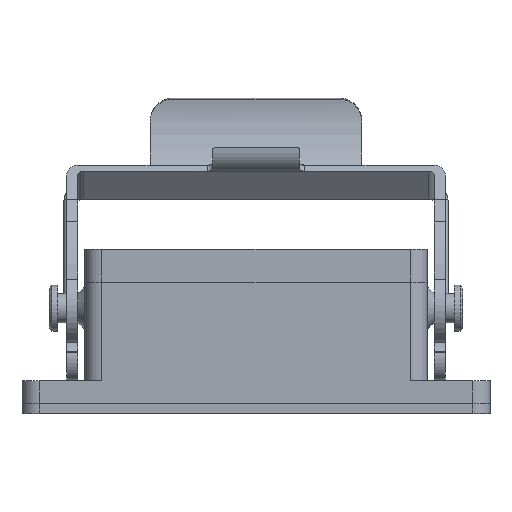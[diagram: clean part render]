
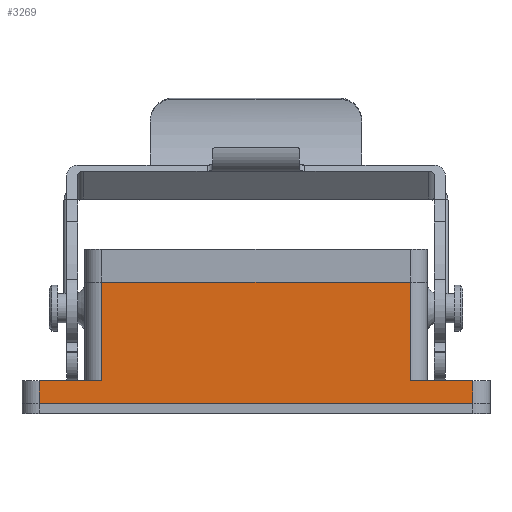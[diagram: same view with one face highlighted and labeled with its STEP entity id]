
A CAD part, top view. The second image highlights one B-rep face of the part: STEP entity #3269.
In plain terms, the highlighted planar face has unit normal (0, 0, 1).
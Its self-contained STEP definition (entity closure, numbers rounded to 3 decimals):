
#426 = AXIS2_PLACEMENT_3D ( 'NONE', #9564, #9565, #9566 ) ;
#625 = FACE_OUTER_BOUND ( 'NONE', #7402, .T. ) ;
#1779 = DIRECTION ( 'NONE',  ( 0., -1., 0. ) ) ;
#1783 = CARTESIAN_POINT ( 'NONE',  ( 68., 27., 0. ) ) ;
#1784 = DIRECTION ( 'NONE',  ( 1., 0., 0. ) ) ;
#1786 = CARTESIAN_POINT ( 'NONE',  ( 3., 4., 0. ) ) ;
#1866 = CARTESIAN_POINT ( 'NONE',  ( 79., 4., 0. ) ) ;
#1868 = DIRECTION ( 'NONE',  ( 0., -1., 0. ) ) ;
#2024 = CARTESIAN_POINT ( 'NONE',  ( 14., 27., 0. ) ) ;
#2028 = CARTESIAN_POINT ( 'NONE',  ( 3., 4., 0. ) ) ;
#2029 = DIRECTION ( 'NONE',  ( 1., 0., 0. ) ) ;
#2030 = CARTESIAN_POINT ( 'NONE',  ( -17.014, 21.25, 0. ) ) ;
#2032 = DIRECTION ( 'NONE',  ( 0., -1., 0. ) ) ;
#2033 = CARTESIAN_POINT ( 'NONE',  ( 3., 0., 0. ) ) ;
#2034 = DIRECTION ( 'NONE',  ( 0., -1., 0. ) ) ;
#2035 = CARTESIAN_POINT ( 'NONE',  ( 3., 4., 0. ) ) ;
#2036 = DIRECTION ( 'NONE',  ( 1., 0., 0. ) ) ;
#2038 = DIRECTION ( 'NONE',  ( 1., 0., 0. ) ) ;
#2824 = EDGE_CURVE ( 'NONE', #5222, #5221, #10785, .T. ) ;
#2825 = EDGE_CURVE ( 'NONE', #5222, #5220, #10786, .T. ) ;
#2826 = EDGE_CURVE ( 'NONE', #5219, #5221, #10787, .T. ) ;
#2827 = EDGE_CURVE ( 'NONE', #5219, #5218, #10788, .T. ) ;
#2828 = EDGE_CURVE ( 'NONE', #5218, #5217, #10789, .T. ) ;
#2829 = EDGE_CURVE ( 'NONE', #5216, #5217, #10790, .T. ) ;
#2830 = EDGE_CURVE ( 'NONE', #5215, #5216, #10791, .T. ) ;
#2831 = EDGE_CURVE ( 'NONE', #5220, #5215, #10792, .T. ) ;
#3269 = ADVANCED_FACE ( 'NONE', ( #625 ), #9563, .F. ) ;
#5215 = VERTEX_POINT ( 'NONE', #8883 ) ;
#5216 = VERTEX_POINT ( 'NONE', #8884 ) ;
#5217 = VERTEX_POINT ( 'NONE', #8885 ) ;
#5218 = VERTEX_POINT ( 'NONE', #8886 ) ;
#5219 = VERTEX_POINT ( 'NONE', #8887 ) ;
#5220 = VERTEX_POINT ( 'NONE', #8888 ) ;
#5221 = VERTEX_POINT ( 'NONE', #8889 ) ;
#5222 = VERTEX_POINT ( 'NONE', #8890 ) ;
#6865 = ORIENTED_EDGE ( 'NONE', *, *, #2831, .F. ) ;
#6866 = ORIENTED_EDGE ( 'NONE', *, *, #2830, .F. ) ;
#6867 = ORIENTED_EDGE ( 'NONE', *, *, #2829, .F. ) ;
#6868 = ORIENTED_EDGE ( 'NONE', *, *, #2827, .T. ) ;
#6869 = ORIENTED_EDGE ( 'NONE', *, *, #2828, .T. ) ;
#6870 = ORIENTED_EDGE ( 'NONE', *, *, #2824, .T. ) ;
#6871 = ORIENTED_EDGE ( 'NONE', *, *, #2826, .F. ) ;
#6873 = ORIENTED_EDGE ( 'NONE', *, *, #2825, .F. ) ;
#7402 = EDGE_LOOP ( 'NONE', ( #6873, #6870, #6871, #6868, #6869, #6867, #6866, #6865 ) ) ;
#8883 = CARTESIAN_POINT ( 'NONE',  ( 68., 4., 0. ) ) ;
#8884 = CARTESIAN_POINT ( 'NONE',  ( 79., 4., 0. ) ) ;
#8885 = CARTESIAN_POINT ( 'NONE',  ( 79., 0., 0. ) ) ;
#8886 = CARTESIAN_POINT ( 'NONE',  ( 3., 0., 0. ) ) ;
#8887 = CARTESIAN_POINT ( 'NONE',  ( 3., 4., 0. ) ) ;
#8888 = CARTESIAN_POINT ( 'NONE',  ( 68., 21.25, 0. ) ) ;
#8889 = CARTESIAN_POINT ( 'NONE',  ( 14., 4., 0. ) ) ;
#8890 = CARTESIAN_POINT ( 'NONE',  ( 14., 21.25, 0. ) ) ;
#9563 = PLANE ( 'NONE',  #426 ) ;
#9564 = CARTESIAN_POINT ( 'NONE',  ( 14., 27., 0. ) ) ;
#9565 = DIRECTION ( 'NONE',  ( 0., 0., -1. ) ) ;
#9566 = DIRECTION ( 'NONE',  ( -1., 0., 0. ) ) ;
#10496 = VECTOR ( 'NONE', #2032, 1000. ) ;
#10497 = VECTOR ( 'NONE', #2029, 1000. ) ;
#10498 = VECTOR ( 'NONE', #2036, 1000. ) ;
#10499 = VECTOR ( 'NONE', #2034, 1000. ) ;
#10500 = VECTOR ( 'NONE', #2038, 1000. ) ;
#10501 = VECTOR ( 'NONE', #1868, 1000. ) ;
#10502 = VECTOR ( 'NONE', #1784, 1000. ) ;
#10504 = VECTOR ( 'NONE', #1779, 1000. ) ;
#10785 = LINE ( 'NONE', #2024, #10496 ) ;
#10786 = LINE ( 'NONE', #2030, #10497 ) ;
#10787 = LINE ( 'NONE', #2028, #10498 ) ;
#10788 = LINE ( 'NONE', #2035, #10499 ) ;
#10789 = LINE ( 'NONE', #2033, #10500 ) ;
#10790 = LINE ( 'NONE', #1866, #10501 ) ;
#10791 = LINE ( 'NONE', #1786, #10502 ) ;
#10792 = LINE ( 'NONE', #1783, #10504 ) ;
